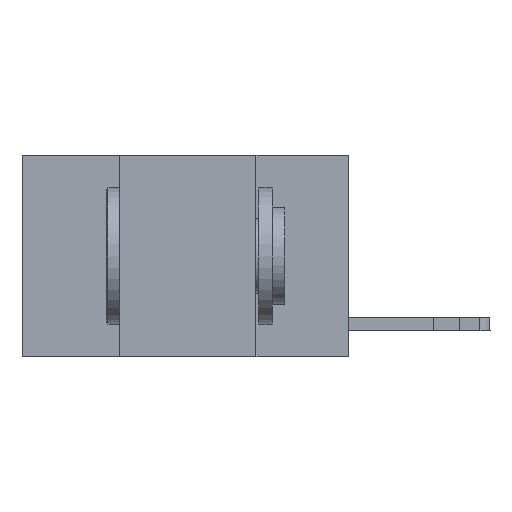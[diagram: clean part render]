
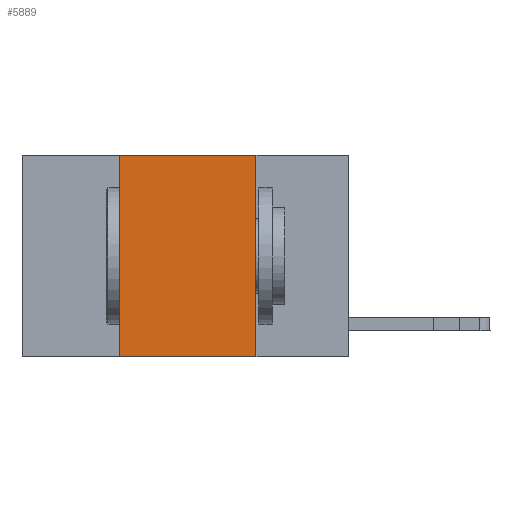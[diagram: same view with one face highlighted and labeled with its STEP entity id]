
A CAD part, left-side view. The second image highlights one B-rep face of the part: STEP entity #5889.
In plain terms, the highlighted planar face has unit normal (-1, 0, 0).
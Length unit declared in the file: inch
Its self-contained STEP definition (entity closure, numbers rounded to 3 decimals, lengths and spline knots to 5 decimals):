
#607 = LINE ( 'NONE', #722, #18728 ) ;
#722 = CARTESIAN_POINT ( 'NONE',  ( 0., 0.42, 0. ) ) ;
#1017 = CARTESIAN_POINT ( 'NONE',  ( 0., 0.42, -0.37 ) ) ;
#1781 = ORIENTED_EDGE ( 'NONE', *, *, #12523, .F. ) ;
#2292 = DIRECTION ( 'NONE',  ( 1., 0., 0. ) ) ;
#2524 = PLANE ( 'NONE',  #6619 ) ;
#4275 = ORIENTED_EDGE ( 'NONE', *, *, #16645, .F. ) ;
#4436 = CARTESIAN_POINT ( 'NONE',  ( 0., 0.6, -0.37 ) ) ;
#4554 = VERTEX_POINT ( 'NONE', #6416 ) ;
#5355 = LINE ( 'NONE', #9102, #9863 ) ;
#5889 = ADVANCED_FACE ( 'NONE', ( #11928 ), #2524, .F. ) ;
#6040 = VERTEX_POINT ( 'NONE', #10470 ) ;
#6416 = CARTESIAN_POINT ( 'NONE',  ( 0., 0.42, 0. ) ) ;
#6619 = AXIS2_PLACEMENT_3D ( 'NONE', #20622, #2292, #19309 ) ;
#9102 = CARTESIAN_POINT ( 'NONE',  ( 0., 0.6, 0. ) ) ;
#9354 = DIRECTION ( 'NONE',  ( 0., -1., 0. ) ) ;
#9584 = VECTOR ( 'NONE', #19445, 39.37008 ) ;
#9863 = VECTOR ( 'NONE', #9354, 39.37008 ) ;
#10463 = ORIENTED_EDGE ( 'NONE', *, *, #12805, .F. ) ;
#10470 = CARTESIAN_POINT ( 'NONE',  ( 0., 0.17, -0.37 ) ) ;
#11183 = VERTEX_POINT ( 'NONE', #16004 ) ;
#11928 = FACE_OUTER_BOUND ( 'NONE', #12029, .T. ) ;
#12029 = EDGE_LOOP ( 'NONE', ( #1781, #4275, #10463, #12812 ) ) ;
#12523 = EDGE_CURVE ( 'NONE', #11183, #6040, #13529, .T. ) ;
#12805 = EDGE_CURVE ( 'NONE', #21163, #4554, #607, .T. ) ;
#12812 = ORIENTED_EDGE ( 'NONE', *, *, #19161, .T. ) ;
#13529 = LINE ( 'NONE', #17508, #9584 ) ;
#14162 = DIRECTION ( 'NONE',  ( 0., 0., 1. ) ) ;
#15290 = DIRECTION ( 'NONE',  ( 0., -1., 0. ) ) ;
#16004 = CARTESIAN_POINT ( 'NONE',  ( 0., 0.17, 0. ) ) ;
#16645 = EDGE_CURVE ( 'NONE', #4554, #11183, #5355, .T. ) ;
#17508 = CARTESIAN_POINT ( 'NONE',  ( 0., 0.17, 0. ) ) ;
#18728 = VECTOR ( 'NONE', #14162, 39.37008 ) ;
#19161 = EDGE_CURVE ( 'NONE', #21163, #6040, #20614, .T. ) ;
#19309 = DIRECTION ( 'NONE',  ( 0., 0., -1. ) ) ;
#19445 = DIRECTION ( 'NONE',  ( 0., 0., -1. ) ) ;
#20289 = VECTOR ( 'NONE', #15290, 39.37008 ) ;
#20614 = LINE ( 'NONE', #4436, #20289 ) ;
#20622 = CARTESIAN_POINT ( 'NONE',  ( 0., 0.6, 0. ) ) ;
#21163 = VERTEX_POINT ( 'NONE', #1017 ) ;
